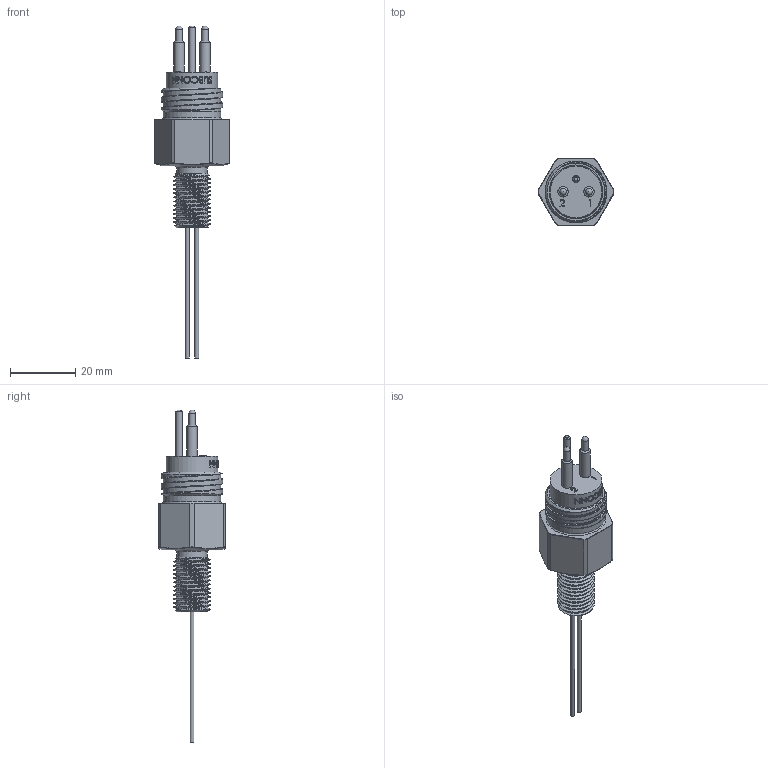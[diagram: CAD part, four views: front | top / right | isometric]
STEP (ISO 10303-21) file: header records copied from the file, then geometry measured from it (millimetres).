
FILE_DESCRIPTION(/* description */ (''),/* implementation_level */ '2;1');
FILE_NAME(/* name */ 'MCBH2M-G2-WB.stp',/* time_stamp */ '2014-12-19T08:43:07+01:00',/* author */ ('sh'),/* organization */ (''),/* preprocessor_version */ 'ST-DEVELOPER v15.2',/* originating_system */ 'Autodesk Inventor 2014',/* authorisation */ '');
FILE_SCHEMA (('AUTOMOTIVE_DESIGN { 1 0 10303 214 3 1 1 }'));
Length unit declared in the file: inch
Products named in the file (1): 19-02-001-1-MCBH2M-G2-WB
Bounding box: 23.11 x 20.62 x 101.79 mm (x, y, z)
Volume: 7443.5 mm3; surface area: 8750.6 mm2
Topology: 8 solids, 8 shells, 279 faces, 727 edges, 493 vertices
Faces by surface type: plane 85, bspline 78, cylinder 61, torus 39, cone 14, sphere 2
Full cylindrical faces by diameter (mm): 0.813 x2, 1.219 x6, 1.27 x4, 1.321 x2, 1.974 x4, 1.981 x3, 2.007 x1, 3.175 x2, 6.731 x1, 9.449 x1, 12.725 x1, 13.462 x1, 14.351 x1, 15.875 x2, 15.926 x2, 16.256 x1, 17.247 x1, 17.628 x1, 18.415 x1
Entity records: 24003 total; most frequent: CARTESIAN_POINT 18057, ORIENTED_EDGE 1244, DIRECTION 1020, EDGE_CURVE 622, VERTEX_POINT 468, AXIS2_PLACEMENT_3D 418, EDGE_LOOP 392, FACE_OUTER_BOUND 278
